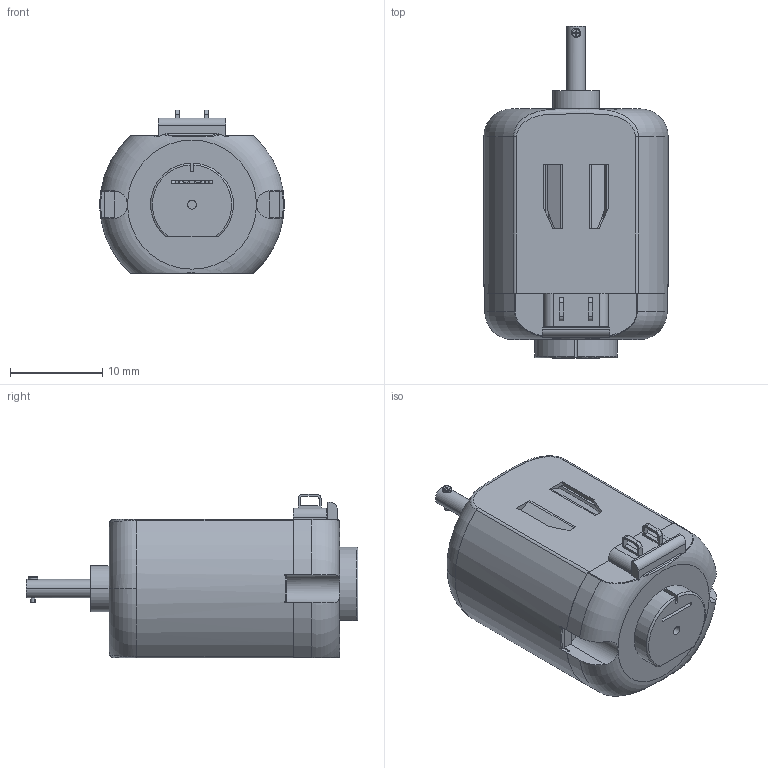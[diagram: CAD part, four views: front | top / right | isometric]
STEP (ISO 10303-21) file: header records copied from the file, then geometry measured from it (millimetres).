
FILE_DESCRIPTION(('CATIA V5 STEP Exchange'),'2;1');
FILE_NAME('DC_Motor assembly.stp','2020-12-13T15:44:08+00:00',('none'),('none'),'CATIA Version 5 Release 21 GA (IN-10)','CATIA V5 STEP AP203','none');
FILE_SCHEMA(('CONFIG_CONTROL_DESIGN'));
Length unit declared in the file: millimetre
Products named in the file (1): DC _Motor
Assembly tree (11 placements, depth 2):
  DC _Motor
    #58
    #4503
    #8248
    #8417
    #8920
    #9414
    #9881
    #18410
    #31388
    #32236
    #33523
Bounding box: 20 x 36 x 17.74 mm (x, y, z)
Volume: 3777.4 mm3; surface area: 8446.2 mm2
Topology: 15 solids, 15 shells, 881 faces, 2444 edges, 1608 vertices
Faces by surface type: plane 354, cylinder 280, extrusion 184, torus 31, bspline 30, sphere 2
Entity records: 34467 total; most frequent: CARTESIAN_POINT 13732, ORIENTED_EDGE 4884, DIRECTION 3004, EDGE_CURVE 2442, VERTEX_POINT 1608, VECTOR 1408, LINE 1224, AXIS2_PLACEMENT_3D 1221
